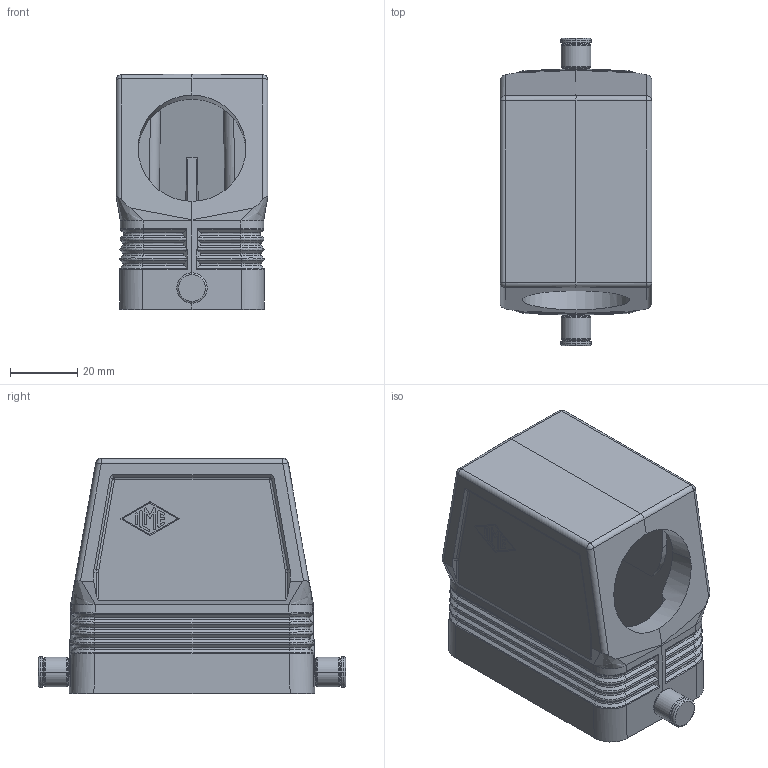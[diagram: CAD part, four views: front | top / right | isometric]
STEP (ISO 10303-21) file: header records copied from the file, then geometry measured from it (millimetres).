
FILE_DESCRIPTION(('Creo Elements/Direct Modeling STEP Export'),'2;1');
FILE_NAME('0ln7uvk45d80msm1516','2016-10-26T16:02:55',(''),(''),'PTC Creo Elements/Direct Modeling STEP processor for AP214 (Solid Model)','PTC Creo Elements/Direct Modeling 19.0E 27-Jun-2016 (C) Parametric Technology GmbH','');
FILE_SCHEMA(('AUTOMOTIVE_DESIGN { 1 0 10303 214 1 1 1 1 }'));
Products named in the file (2): RFO_10_L32
Assembly tree (1 placements, depth 2):
  RFO_10_L32
    RFO_10_L32
Bounding box: 45 x 91.19 x 70 mm (x, y, z)
Volume: 65612.5 mm3; surface area: 33429.1 mm2
Topology: 1 solids, 1 shells, 431 faces, 1088 edges, 675 vertices
Faces by surface type: plane 149, bspline 118, cylinder 100, extrusion 28, torus 20, cone 12, sphere 4
Entity records: 41580 total; most frequent: CARTESIAN_POINT 29084, ORIENTED_EDGE 2168, DIRECTION 1497, EDGE_CURVE 1084, VERTEX_POINT 675, VECTOR 547, LINE 519, AXIS2_PLACEMENT_3D 475
